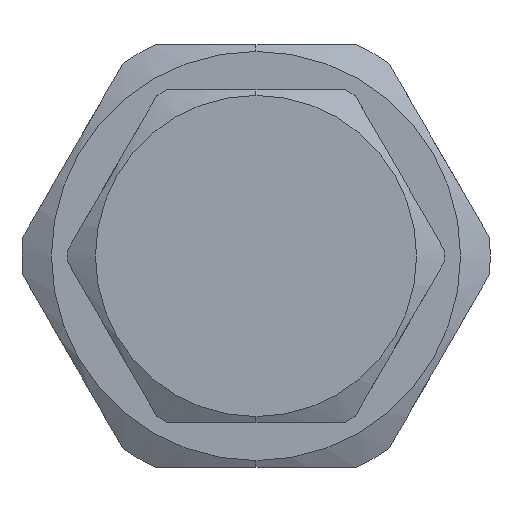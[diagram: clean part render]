
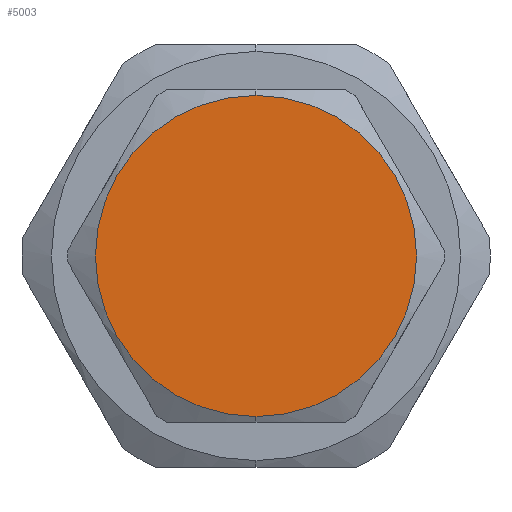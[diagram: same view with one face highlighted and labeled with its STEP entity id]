
A CAD part, left-side view. The second image highlights one B-rep face of the part: STEP entity #5003.
In plain terms, the highlighted planar face has unit normal (-1, 0, 0).
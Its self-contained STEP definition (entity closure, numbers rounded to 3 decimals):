
#229 = DIRECTION ( 'NONE',  ( -1., 0., 0. ) ) ;
#1037 = DIRECTION ( 'NONE',  ( -1., 0., 0. ) ) ;
#1111 = CARTESIAN_POINT ( 'NONE',  ( -4.04, 0., 0. ) ) ;
#1711 = CARTESIAN_POINT ( 'NONE',  ( -4.04, 0., 0. ) ) ;
#1759 = CIRCLE ( 'NONE', #5485, 8.439 ) ;
#1869 = ORIENTED_EDGE ( 'NONE', *, *, #1878, .T. ) ;
#1878 = EDGE_CURVE ( 'NONE', #2377, #2176, #1759, .T. ) ;
#2019 = CARTESIAN_POINT ( 'NONE',  ( -4.04, 0., 0. ) ) ;
#2176 = VERTEX_POINT ( 'NONE', #2554 ) ;
#2377 = VERTEX_POINT ( 'NONE', #5317 ) ;
#2469 = PLANE ( 'NONE',  #5841 ) ;
#2554 = CARTESIAN_POINT ( 'NONE',  ( -4.04, 0., -8.439 ) ) ;
#2664 = CIRCLE ( 'NONE', #3721, 8.439 ) ;
#3022 = DIRECTION ( 'NONE',  ( 0., 0., 1. ) ) ;
#3387 = DIRECTION ( 'NONE',  ( 0., 0., -1. ) ) ;
#3554 = FACE_OUTER_BOUND ( 'NONE', #6160, .T. ) ;
#3721 = AXIS2_PLACEMENT_3D ( 'NONE', #1711, #229, #4095 ) ;
#4095 = DIRECTION ( 'NONE',  ( 0., 0., 1. ) ) ;
#5003 = ADVANCED_FACE ( 'NONE', ( #3554 ), #2469, .F. ) ;
#5317 = CARTESIAN_POINT ( 'NONE',  ( -4.04, 0., 8.439 ) ) ;
#5413 = DIRECTION ( 'NONE',  ( 1., 0., 0. ) ) ;
#5485 = AXIS2_PLACEMENT_3D ( 'NONE', #2019, #1037, #3022 ) ;
#5706 = EDGE_CURVE ( 'NONE', #2176, #2377, #2664, .T. ) ;
#5832 = ORIENTED_EDGE ( 'NONE', *, *, #5706, .T. ) ;
#5841 = AXIS2_PLACEMENT_3D ( 'NONE', #1111, #5413, #3387 ) ;
#6160 = EDGE_LOOP ( 'NONE', ( #5832, #1869 ) ) ;
